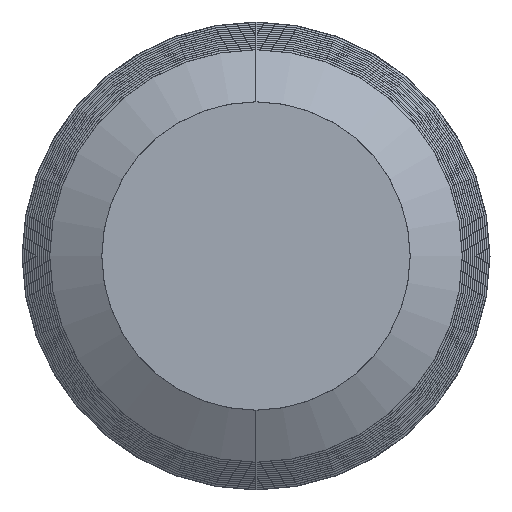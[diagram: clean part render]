
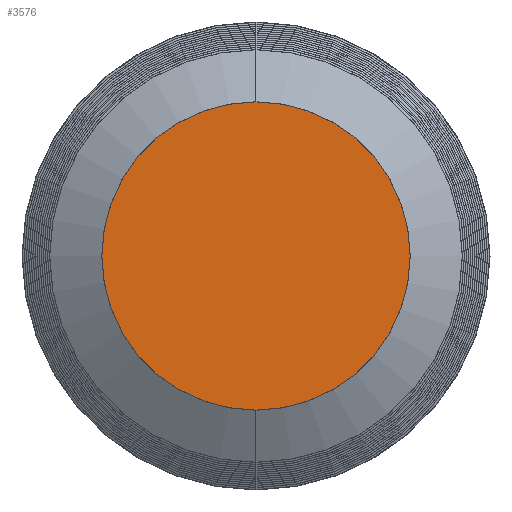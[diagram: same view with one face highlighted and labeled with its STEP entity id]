
A CAD part, left-side view. The second image highlights one B-rep face of the part: STEP entity #3576.
In plain terms, the highlighted planar face has unit normal (-1, 0, 0).
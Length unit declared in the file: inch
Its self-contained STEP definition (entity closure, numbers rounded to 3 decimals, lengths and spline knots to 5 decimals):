
#131 = VERTEX_POINT ( 'NONE', #2143 ) ;
#440 = CARTESIAN_POINT ( 'NONE',  ( -0.975, 0., 0.16257 ) ) ;
#752 = DIRECTION ( 'NONE',  ( 0., 0., -1. ) ) ;
#754 = EDGE_CURVE ( 'NONE', #131, #3566, #2382, .T. ) ;
#1026 = AXIS2_PLACEMENT_3D ( 'NONE', #1158, #1771, #1174 ) ;
#1123 = EDGE_CURVE ( 'NONE', #3566, #131, #2547, .T. ) ;
#1158 = CARTESIAN_POINT ( 'NONE',  ( -0.975, 0., 0. ) ) ;
#1174 = DIRECTION ( 'NONE',  ( 0., 0., -1. ) ) ;
#1343 = AXIS2_PLACEMENT_3D ( 'NONE', #2728, #3317, #752 ) ;
#1590 = PLANE ( 'NONE',  #1343 ) ;
#1771 = DIRECTION ( 'NONE',  ( -1., 0., 0. ) ) ;
#2143 = CARTESIAN_POINT ( 'NONE',  ( -0.975, 0., -0.16257 ) ) ;
#2159 = FACE_OUTER_BOUND ( 'NONE', #2284, .T. ) ;
#2284 = EDGE_LOOP ( 'NONE', ( #3103, #3205 ) ) ;
#2382 = CIRCLE ( 'NONE', #3357, 0.16257 ) ;
#2475 = DIRECTION ( 'NONE',  ( -1., 0., 0. ) ) ;
#2547 = CIRCLE ( 'NONE', #1026, 0.16257 ) ;
#2728 = CARTESIAN_POINT ( 'NONE',  ( -0.975, 0., 0. ) ) ;
#3103 = ORIENTED_EDGE ( 'NONE', *, *, #754, .T. ) ;
#3205 = ORIENTED_EDGE ( 'NONE', *, *, #1123, .T. ) ;
#3286 = DIRECTION ( 'NONE',  ( 0., 0., -1. ) ) ;
#3317 = DIRECTION ( 'NONE',  ( 1., 0., 0. ) ) ;
#3357 = AXIS2_PLACEMENT_3D ( 'NONE', #3583, #2475, #3286 ) ;
#3566 = VERTEX_POINT ( 'NONE', #440 ) ;
#3576 = ADVANCED_FACE ( 'NONE', ( #2159 ), #1590, .F. ) ;
#3583 = CARTESIAN_POINT ( 'NONE',  ( -0.975, 0., 0. ) ) ;
